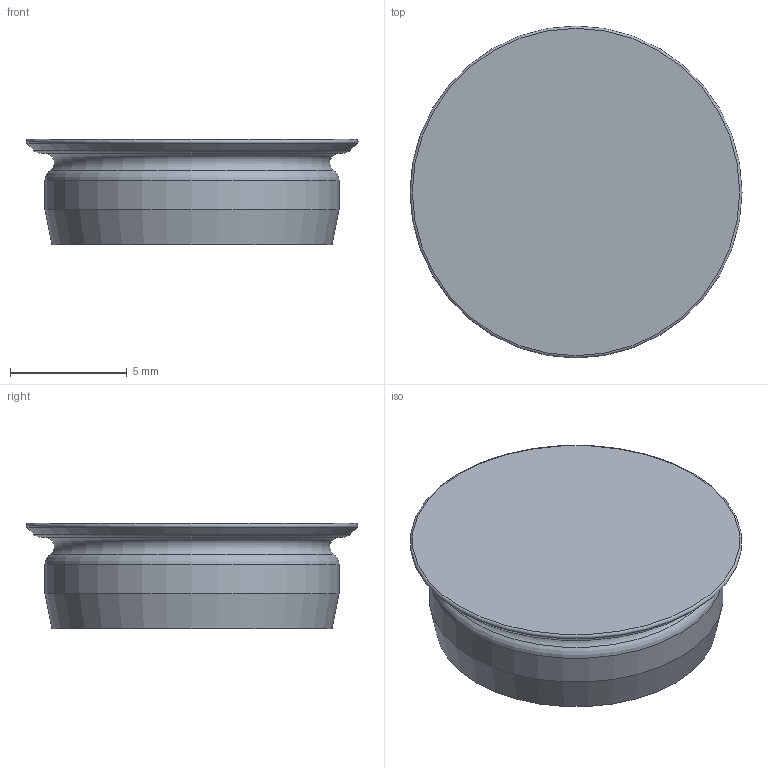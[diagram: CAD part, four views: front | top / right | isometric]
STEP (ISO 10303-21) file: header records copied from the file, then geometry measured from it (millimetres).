
FILE_DESCRIPTION((''),'2;1');
FILE_NAME('SZ0135S_A.stp','2013-08-20T14:59:38',('janine behrens'),(''),'Autodesk Inventor 2012','Autodesk Inventor 2012','');
FILE_SCHEMA(('AUTOMOTIVE_DESIGN { 1 0 10303 214 1 1 1 1 }'));
Length unit declared in the file: millimetre
Products named in the file (1): SZ0135S_A
Bounding box: 14.22 x 14.22 x 4.5 mm (x, y, z)
Volume: 278.1 mm3; surface area: 581.9 mm2
Topology: 1 solids, 1 shells, 13 faces, 21 edges, 12 vertices
Faces by surface type: torus 5, plane 4, cylinder 2, cone 2
Full cylindrical faces by diameter (mm): 10.2 x1, 12.6 x1
Entity records: 280 total; most frequent: DIRECTION 52, CARTESIAN_POINT 38, AXIS2_PLACEMENT_3D 26, ORIENTED_EDGE 24, EDGE_LOOP 24, FACE_OUTER_BOUND 13, ADVANCED_FACE 13, VERTEX_POINT 12
